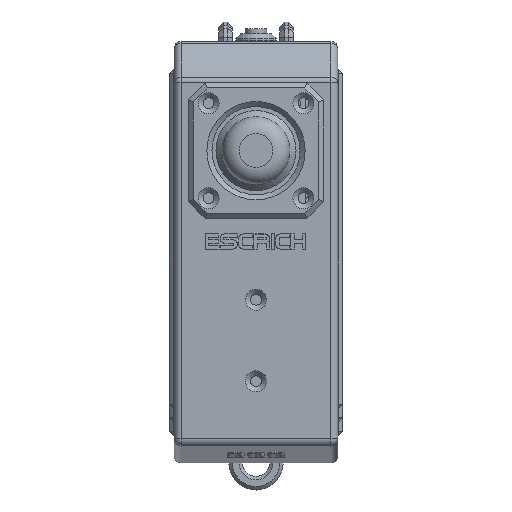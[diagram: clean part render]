
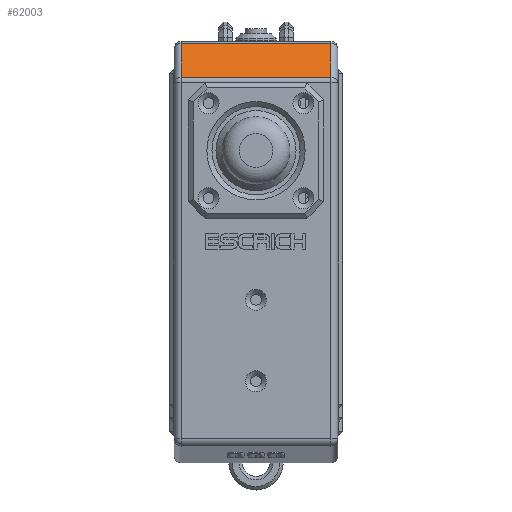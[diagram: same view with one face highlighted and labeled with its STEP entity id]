
A CAD part, top view. The second image highlights one B-rep face of the part: STEP entity #62003.
In plain terms, the highlighted planar face has unit normal (0, 0.707, 0.707).
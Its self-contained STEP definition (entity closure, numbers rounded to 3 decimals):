
#43328 = CYLINDRICAL_SURFACE('',#43329,2.);
#43329 = AXIS2_PLACEMENT_3D('',#43330,#43331,#43332);
#43330 = CARTESIAN_POINT('',(-22.1,8.4,31.3));
#43331 = DIRECTION('',(0.,-0.707,0.707));
#43332 = DIRECTION('',(0.,-0.707,-0.707));
#44205 = CYLINDRICAL_SURFACE('',#44206,2.);
#44206 = AXIS2_PLACEMENT_3D('',#44207,#44208,#44209);
#44207 = CARTESIAN_POINT('',(-22.1,22.2,17.5));
#44208 = DIRECTION('',(1.,0.,0.));
#44209 = DIRECTION('',(0.,-1.,0.));
#49796 = CYLINDRICAL_SURFACE('',#49797,2.);
#49797 = AXIS2_PLACEMENT_3D('',#49798,#49799,#49800);
#49798 = CARTESIAN_POINT('',(22.1,8.4,31.3));
#49799 = DIRECTION('',(0.,-0.707,0.707));
#49800 = DIRECTION('',(-1.,0.,0.));
#51968 = VERTEX_POINT('',#51969);
#51969 = CARTESIAN_POINT('',(-22.1,33.614,8.914));
#52002 = EDGE_CURVE('',#51968,#52003,#52005,.T.);
#52003 = VERTEX_POINT('',#52004);
#52004 = CARTESIAN_POINT('',(-22.1,23.614,18.914));
#52005 = SURFACE_CURVE('',#52006,(#52010,#52017),.PCURVE_S1.);
#52006 = LINE('',#52007,#52008);
#52007 = CARTESIAN_POINT('',(-22.1,9.814,32.714));
#52008 = VECTOR('',#52009,1.);
#52009 = DIRECTION('',(0.,-0.707,0.707));
#52010 = PCURVE('',#43328,#52011);
#52011 = DEFINITIONAL_REPRESENTATION('',(#52012),#52016);
#52012 = LINE('',#52013,#52014);
#52013 = CARTESIAN_POINT('',(-3.142,0.));
#52014 = VECTOR('',#52015,1.);
#52015 = DIRECTION('',(-0.,1.));
#52016 = ( GEOMETRIC_REPRESENTATION_CONTEXT(2) 
PARAMETRIC_REPRESENTATION_CONTEXT() REPRESENTATION_CONTEXT('2D SPACE',''
  ) );
#52017 = PCURVE('',#52018,#52023);
#52018 = PLANE('',#52019);
#52019 = AXIS2_PLACEMENT_3D('',#52020,#52021,#52022);
#52020 = CARTESIAN_POINT('',(-22.1,28.614,13.914));
#52021 = DIRECTION('',(0.,0.707,0.707));
#52022 = DIRECTION('',(-1.,0.,0.));
#52023 = DEFINITIONAL_REPRESENTATION('',(#52024),#52028);
#52024 = LINE('',#52025,#52026);
#52025 = CARTESIAN_POINT('',(-0.,26.587));
#52026 = VECTOR('',#52027,1.);
#52027 = DIRECTION('',(-0.,1.));
#52028 = ( GEOMETRIC_REPRESENTATION_CONTEXT(2) 
PARAMETRIC_REPRESENTATION_CONTEXT() REPRESENTATION_CONTEXT('2D SPACE',''
  ) );
#53385 = EDGE_CURVE('',#52003,#53386,#53388,.T.);
#53386 = VERTEX_POINT('',#53387);
#53387 = CARTESIAN_POINT('',(22.1,23.614,18.914));
#53388 = SURFACE_CURVE('',#53389,(#53393,#53400),.PCURVE_S1.);
#53389 = LINE('',#53390,#53391);
#53390 = CARTESIAN_POINT('',(-22.1,23.614,18.914));
#53391 = VECTOR('',#53392,1.);
#53392 = DIRECTION('',(1.,0.,0.));
#53393 = PCURVE('',#44205,#53394);
#53394 = DEFINITIONAL_REPRESENTATION('',(#53395),#53399);
#53395 = LINE('',#53396,#53397);
#53396 = CARTESIAN_POINT('',(-2.356,0.));
#53397 = VECTOR('',#53398,1.);
#53398 = DIRECTION('',(-0.,1.));
#53399 = ( GEOMETRIC_REPRESENTATION_CONTEXT(2) 
PARAMETRIC_REPRESENTATION_CONTEXT() REPRESENTATION_CONTEXT('2D SPACE',''
  ) );
#53400 = PCURVE('',#52018,#53401);
#53401 = DEFINITIONAL_REPRESENTATION('',(#53402),#53406);
#53402 = LINE('',#53403,#53404);
#53403 = CARTESIAN_POINT('',(-0.,7.071));
#53404 = VECTOR('',#53405,1.);
#53405 = DIRECTION('',(-1.,0.));
#53406 = ( GEOMETRIC_REPRESENTATION_CONTEXT(2) 
PARAMETRIC_REPRESENTATION_CONTEXT() REPRESENTATION_CONTEXT('2D SPACE',''
  ) );
#59976 = EDGE_CURVE('',#59977,#53386,#59979,.T.);
#59977 = VERTEX_POINT('',#59978);
#59978 = CARTESIAN_POINT('',(22.1,33.614,8.914));
#59979 = SURFACE_CURVE('',#59980,(#59984,#59991),.PCURVE_S1.);
#59980 = LINE('',#59981,#59982);
#59981 = CARTESIAN_POINT('',(22.1,9.814,32.714));
#59982 = VECTOR('',#59983,1.);
#59983 = DIRECTION('',(0.,-0.707,0.707));
#59984 = PCURVE('',#49796,#59985);
#59985 = DEFINITIONAL_REPRESENTATION('',(#59986),#59990);
#59986 = LINE('',#59987,#59988);
#59987 = CARTESIAN_POINT('',(-1.571,0.));
#59988 = VECTOR('',#59989,1.);
#59989 = DIRECTION('',(-0.,1.));
#59990 = ( GEOMETRIC_REPRESENTATION_CONTEXT(2) 
PARAMETRIC_REPRESENTATION_CONTEXT() REPRESENTATION_CONTEXT('2D SPACE',''
  ) );
#59991 = PCURVE('',#52018,#59992);
#59992 = DEFINITIONAL_REPRESENTATION('',(#59993),#59997);
#59993 = LINE('',#59994,#59995);
#59994 = CARTESIAN_POINT('',(-44.2,26.587));
#59995 = VECTOR('',#59996,1.);
#59996 = DIRECTION('',(-0.,1.));
#59997 = ( GEOMETRIC_REPRESENTATION_CONTEXT(2) 
PARAMETRIC_REPRESENTATION_CONTEXT() REPRESENTATION_CONTEXT('2D SPACE',''
  ) );
#61389 = CYLINDRICAL_SURFACE('',#61390,2.);
#61390 = AXIS2_PLACEMENT_3D('',#61391,#61392,#61393);
#61391 = CARTESIAN_POINT('',(-22.1,32.2,7.5));
#61392 = DIRECTION('',(1.,0.,0.));
#61393 = DIRECTION('',(0.,-0.707,0.707));
#62003 = ADVANCED_FACE('',(#62004),#52018,.T.);
#62004 = FACE_BOUND('',#62005,.F.);
#62005 = EDGE_LOOP('',(#62006,#62007,#62028,#62029));
#62006 = ORIENTED_EDGE('',*,*,#52002,.F.);
#62007 = ORIENTED_EDGE('',*,*,#62008,.T.);
#62008 = EDGE_CURVE('',#51968,#59977,#62009,.T.);
#62009 = SURFACE_CURVE('',#62010,(#62014,#62021),.PCURVE_S1.);
#62010 = LINE('',#62011,#62012);
#62011 = CARTESIAN_POINT('',(-22.1,33.614,8.914));
#62012 = VECTOR('',#62013,1.);
#62013 = DIRECTION('',(1.,0.,0.));
#62014 = PCURVE('',#52018,#62015);
#62015 = DEFINITIONAL_REPRESENTATION('',(#62016),#62020);
#62016 = LINE('',#62017,#62018);
#62017 = CARTESIAN_POINT('',(-0.,-7.071));
#62018 = VECTOR('',#62019,1.);
#62019 = DIRECTION('',(-1.,0.));
#62020 = ( GEOMETRIC_REPRESENTATION_CONTEXT(2) 
PARAMETRIC_REPRESENTATION_CONTEXT() REPRESENTATION_CONTEXT('2D SPACE',''
  ) );
#62021 = PCURVE('',#61389,#62022);
#62022 = DEFINITIONAL_REPRESENTATION('',(#62023),#62027);
#62023 = LINE('',#62024,#62025);
#62024 = CARTESIAN_POINT('',(-1.571,0.));
#62025 = VECTOR('',#62026,1.);
#62026 = DIRECTION('',(-0.,1.));
#62027 = ( GEOMETRIC_REPRESENTATION_CONTEXT(2) 
PARAMETRIC_REPRESENTATION_CONTEXT() REPRESENTATION_CONTEXT('2D SPACE',''
  ) );
#62028 = ORIENTED_EDGE('',*,*,#59976,.T.);
#62029 = ORIENTED_EDGE('',*,*,#53385,.F.);
